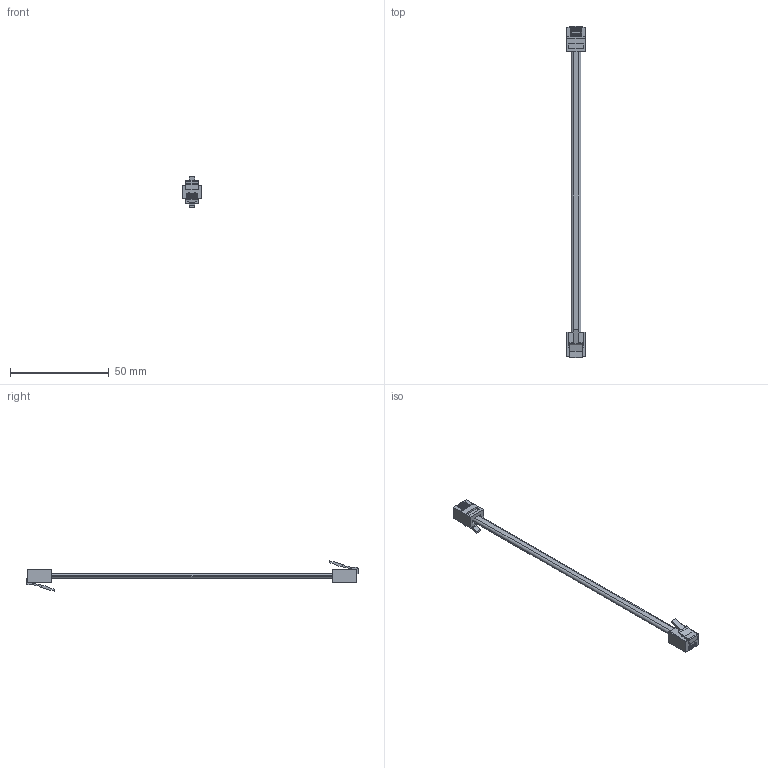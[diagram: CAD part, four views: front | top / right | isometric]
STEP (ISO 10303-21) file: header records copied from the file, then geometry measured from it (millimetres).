
FILE_DESCRIPTION (( 'STEP AP214' ), '1' );
FILE_NAME ('TDC305.STEP', '2007-11-28T19:46:21', ( ' ' ), ( ' ' ), 'SwSTEP 2.0', 'SolidWorks 2007', '' );
FILE_SCHEMA (( 'AUTOMOTIVE_DESIGN' ));
Length unit declared in the file: inch
Products named in the file (3): TDB4-PROD; TDC305; TSP3046R-PROD_RJ11 Plug
Assembly tree (3 placements, depth 2):
  TDC305
    TDB4-PROD
    TSP3046R-PROD_RJ11 Plug  x2
Bounding box: 9.63 x 168.45 x 15.4 mm (x, y, z)
Volume: 2989.1 mm3; surface area: 4263.4 mm2
Topology: 3 solids, 3 shells, 338 faces, 944 edges, 620 vertices
Faces by surface type: plane 248, cylinder 62, bspline 28
Entity records: 6941 total; most frequent: CARTESIAN_POINT 1966, ORIENTED_EDGE 974, DIRECTION 849, EDGE_CURVE 487, VECTOR 379, LINE 379, VERTEX_POINT 320, AXIS2_PLACEMENT_3D 235
